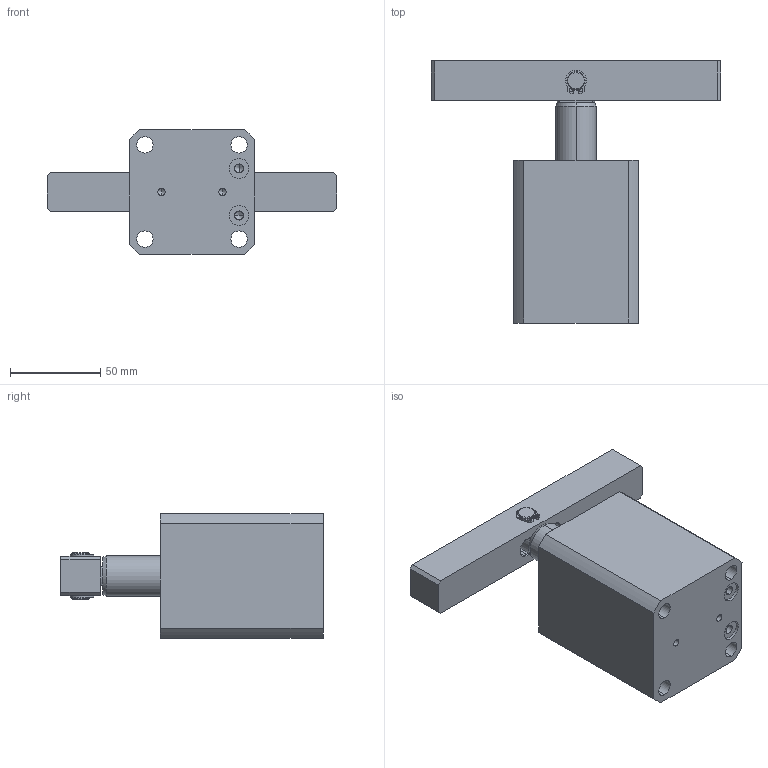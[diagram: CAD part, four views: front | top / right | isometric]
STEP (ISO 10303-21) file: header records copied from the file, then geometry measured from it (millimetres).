
FILE_DESCRIPTION (( 'STEP AP203' ), '1' );
FILE_NAME ('chs-m40d_asm.STEP', '2019-04-19T01:02:03', ( '' ), ( '' ), 'SwSTEP 2.0', 'SolidWorks 2017', '' );
FILE_SCHEMA (( 'CONFIG_CONTROL_DESIGN' ));
Length unit declared in the file: millimetre
Products named in the file (6): CHS-M40BT; CHS-40D-02_3; chs-m40d_asm; 12轴用挡圈; XIAO; CHS-40D-01_4
Assembly tree (6 placements, depth 2):
  chs-m40d_asm
    CHS-40D-02_3
    CHS-40D-01_4
    XIAO
    12轴用挡圈  x2
    CHS-M40BT
Bounding box: 160 x 145 x 69 mm (x, y, z)
Volume: 448782.3 mm3; surface area: 83384.5 mm2
Topology: 7 solids, 7 shells, 186 faces, 452 edges, 287 vertices
Faces by surface type: cylinder 98, plane 56, cone 32
Entity records: 5376 total; most frequent: DIRECTION 908, CARTESIAN_POINT 802, ORIENTED_EDGE 752, EDGE_CURVE 376, AXIS2_PLACEMENT_3D 365, VERTEX_POINT 243, EDGE_LOOP 199, CIRCLE 194
